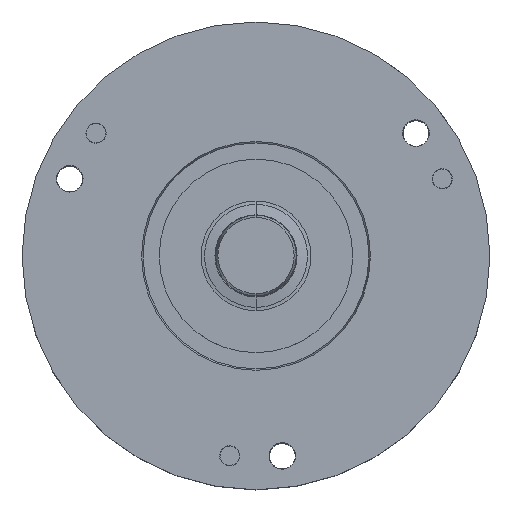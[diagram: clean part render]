
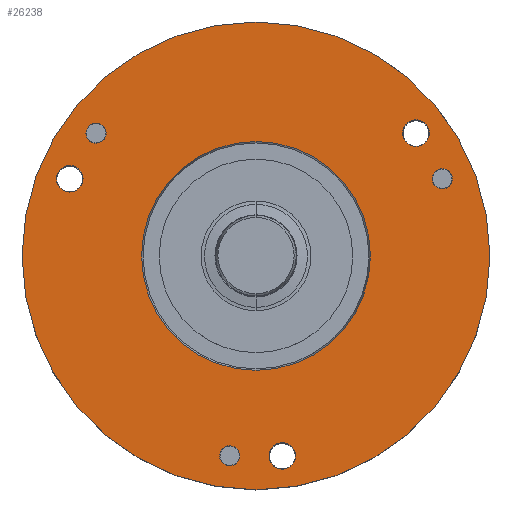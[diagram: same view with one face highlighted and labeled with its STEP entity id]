
A CAD part, top view. The second image highlights one B-rep face of the part: STEP entity #26238.
In plain terms, the highlighted planar face has unit normal (0, 0, 1).
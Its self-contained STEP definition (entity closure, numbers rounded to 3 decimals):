
#3980=CARTESIAN_POINT('',(0.,0.,25.));
#3981=DIRECTION('',(0.,0.,1.));
#3982=DIRECTION('',(1.,0.,0.));
#3983=AXIS2_PLACEMENT_3D('',#3980,#3981,#3982);
#3985=CARTESIAN_POINT('',(0.,0.,25.));
#3986=DIRECTION('',(0.,0.,1.));
#3987=DIRECTION('',(-1.,0.,0.));
#3988=AXIS2_PLACEMENT_3D('',#3985,#3986,#3987);
#3990=CARTESIAN_POINT('',(-19.834,15.219,25.));
#3991=DIRECTION('',(0.,0.,-1.));
#3992=DIRECTION('',(-0.793,0.609,0.));
#3993=AXIS2_PLACEMENT_3D('',#3990,#3991,#3992);
#3995=CARTESIAN_POINT('',(-19.834,15.219,25.));
#3996=DIRECTION('',(0.,0.,-1.));
#3997=DIRECTION('',(0.793,-0.609,0.));
#3998=AXIS2_PLACEMENT_3D('',#3995,#3996,#3997);
#4000=CARTESIAN_POINT('',(-3.263,-24.786,25.));
#4001=DIRECTION('',(0.,0.,-1.));
#4002=DIRECTION('',(-0.131,-0.991,0.));
#4003=AXIS2_PLACEMENT_3D('',#4000,#4001,#4002);
#4005=CARTESIAN_POINT('',(-3.263,-24.786,25.));
#4006=DIRECTION('',(0.,0.,-1.));
#4007=DIRECTION('',(0.131,0.991,0.));
#4008=AXIS2_PLACEMENT_3D('',#4005,#4006,#4007);
#4010=CARTESIAN_POINT('',(23.097,9.567,25.));
#4011=DIRECTION('',(0.,0.,-1.));
#4012=DIRECTION('',(0.924,0.383,0.));
#4013=AXIS2_PLACEMENT_3D('',#4010,#4011,#4012);
#4015=CARTESIAN_POINT('',(23.097,9.567,25.));
#4016=DIRECTION('',(0.,0.,-1.));
#4017=DIRECTION('',(-0.924,-0.383,0.));
#4018=AXIS2_PLACEMENT_3D('',#4015,#4016,#4017);
#4020=CARTESIAN_POINT('',(3.263,-24.786,25.));
#4021=DIRECTION('',(0.,0.,1.));
#4022=DIRECTION('',(0.,-1.,0.));
#4023=AXIS2_PLACEMENT_3D('',#4020,#4021,#4022);
#4025=CARTESIAN_POINT('',(3.263,-24.786,25.));
#4026=DIRECTION('',(0.,0.,1.));
#4027=DIRECTION('',(0.,1.,0.));
#4028=AXIS2_PLACEMENT_3D('',#4025,#4026,#4027);
#4030=CARTESIAN_POINT('',(19.834,15.219,25.));
#4031=DIRECTION('',(0.,0.,1.));
#4032=DIRECTION('',(0.,-1.,0.));
#4033=AXIS2_PLACEMENT_3D('',#4030,#4031,#4032);
#4035=CARTESIAN_POINT('',(19.834,15.219,25.));
#4036=DIRECTION('',(0.,0.,1.));
#4037=DIRECTION('',(0.,1.,0.));
#4038=AXIS2_PLACEMENT_3D('',#4035,#4036,#4037);
#4040=CARTESIAN_POINT('',(-23.097,9.567,25.));
#4041=DIRECTION('',(0.,0.,1.));
#4042=DIRECTION('',(0.,-1.,0.));
#4043=AXIS2_PLACEMENT_3D('',#4040,#4041,#4042);
#4045=CARTESIAN_POINT('',(-23.097,9.567,25.));
#4046=DIRECTION('',(0.,0.,1.));
#4047=DIRECTION('',(0.,1.,0.));
#4048=AXIS2_PLACEMENT_3D('',#4045,#4046,#4047);
#4059=CARTESIAN_POINT('',(0.,0.,25.));
#4060=DIRECTION('',(0.,0.,-1.));
#4061=DIRECTION('',(-1.,0.,0.));
#4062=AXIS2_PLACEMENT_3D('',#4059,#4060,#4061);
#4088=CARTESIAN_POINT('',(0.,0.,25.));
#4089=DIRECTION('',(0.,0.,-1.));
#4090=DIRECTION('',(1.,0.,0.));
#4091=AXIS2_PLACEMENT_3D('',#4088,#4089,#4090);
#20517=CARTESIAN_POINT('',(29.,0.,25.));
#20518=CARTESIAN_POINT('',(-29.,0.,25.));
#20519=VERTEX_POINT('',#20517);
#20520=VERTEX_POINT('',#20518);
#20597=CARTESIAN_POINT('',(-20.826,15.98,25.));
#20598=CARTESIAN_POINT('',(-18.842,14.458,25.));
#20599=VERTEX_POINT('',#20597);
#20600=VERTEX_POINT('',#20598);
#20601=CARTESIAN_POINT('',(-3.426,-26.025,25.));
#20602=CARTESIAN_POINT('',(-3.1,-23.547,25.));
#20603=VERTEX_POINT('',#20601);
#20604=VERTEX_POINT('',#20602);
#20605=CARTESIAN_POINT('',(24.252,10.045,25.));
#20606=CARTESIAN_POINT('',(21.942,9.089,25.));
#20607=VERTEX_POINT('',#20605);
#20608=VERTEX_POINT('',#20606);
#20707=CARTESIAN_POINT('',(14.188,0.,25.));
#20708=CARTESIAN_POINT('',(-14.188,0.,25.));
#20709=VERTEX_POINT('',#20707);
#20710=VERTEX_POINT('',#20708);
#20891=CARTESIAN_POINT('',(3.263,-26.436,25.));
#20892=CARTESIAN_POINT('',(3.263,-23.136,25.));
#20893=VERTEX_POINT('',#20891);
#20894=VERTEX_POINT('',#20892);
#20899=CARTESIAN_POINT('',(19.834,13.569,25.));
#20900=CARTESIAN_POINT('',(19.834,16.869,25.));
#20901=VERTEX_POINT('',#20899);
#20902=VERTEX_POINT('',#20900);
#20907=CARTESIAN_POINT('',(-23.097,7.917,25.));
#20908=CARTESIAN_POINT('',(-23.097,11.217,25.));
#20909=VERTEX_POINT('',#20907);
#20910=VERTEX_POINT('',#20908);
#26187=CARTESIAN_POINT('',(0.,0.,25.));
#26188=DIRECTION('',(0.,0.,1.));
#26189=DIRECTION('',(1.,0.,0.));
#26190=AXIS2_PLACEMENT_3D('',#26187,#26188,#26189);
#26191=PLANE('',#26190);
#26192=ORIENTED_EDGE('',*,*,#26167,.F.);
#26193=ORIENTED_EDGE('',*,*,#26181,.F.);
#26194=EDGE_LOOP('',(#26192,#26193));
#26195=FACE_OUTER_BOUND('',#26194,.F.);
#26197=ORIENTED_EDGE('',*,*,#26196,.F.);
#26199=ORIENTED_EDGE('',*,*,#26198,.F.);
#26200=EDGE_LOOP('',(#26197,#26199));
#26201=FACE_BOUND('',#26200,.F.);
#26203=ORIENTED_EDGE('',*,*,#26202,.F.);
#26205=ORIENTED_EDGE('',*,*,#26204,.F.);
#26206=EDGE_LOOP('',(#26203,#26205));
#26207=FACE_BOUND('',#26206,.F.);
#26209=ORIENTED_EDGE('',*,*,#26208,.F.);
#26211=ORIENTED_EDGE('',*,*,#26210,.F.);
#26212=EDGE_LOOP('',(#26209,#26211));
#26213=FACE_BOUND('',#26212,.F.);
#26215=ORIENTED_EDGE('',*,*,#26214,.F.);
#26217=ORIENTED_EDGE('',*,*,#26216,.F.);
#26218=EDGE_LOOP('',(#26215,#26217));
#26219=FACE_BOUND('',#26218,.F.);
#26221=ORIENTED_EDGE('',*,*,#26220,.T.);
#26223=ORIENTED_EDGE('',*,*,#26222,.T.);
#26224=EDGE_LOOP('',(#26221,#26223));
#26225=FACE_BOUND('',#26224,.F.);
#26227=ORIENTED_EDGE('',*,*,#26226,.T.);
#26229=ORIENTED_EDGE('',*,*,#26228,.T.);
#26230=EDGE_LOOP('',(#26227,#26229));
#26231=FACE_BOUND('',#26230,.F.);
#26233=ORIENTED_EDGE('',*,*,#26232,.T.);
#26235=ORIENTED_EDGE('',*,*,#26234,.T.);
#26236=EDGE_LOOP('',(#26233,#26235));
#26237=FACE_BOUND('',#26236,.F.);
#3984=CIRCLE('',#3983,29.);
#3989=CIRCLE('',#3988,29.);
#3994=CIRCLE('',#3993,1.25);
#3999=CIRCLE('',#3998,1.25);
#4004=CIRCLE('',#4003,1.25);
#4009=CIRCLE('',#4008,1.25);
#4014=CIRCLE('',#4013,1.25);
#4019=CIRCLE('',#4018,1.25);
#4024=CIRCLE('',#4023,1.65);
#4029=CIRCLE('',#4028,1.65);
#4034=CIRCLE('',#4033,1.65);
#4039=CIRCLE('',#4038,1.65);
#4044=CIRCLE('',#4043,1.65);
#4049=CIRCLE('',#4048,1.65);
#4063=CIRCLE('',#4062,14.188);
#4092=CIRCLE('',#4091,14.188);
#26167=EDGE_CURVE('',#20519,#20520,#3984,.T.);
#26181=EDGE_CURVE('',#20520,#20519,#3989,.T.);
#26196=EDGE_CURVE('',#20710,#20709,#4063,.T.);
#26198=EDGE_CURVE('',#20709,#20710,#4092,.T.);
#26202=EDGE_CURVE('',#20599,#20600,#3994,.T.);
#26204=EDGE_CURVE('',#20600,#20599,#3999,.T.);
#26208=EDGE_CURVE('',#20603,#20604,#4004,.T.);
#26210=EDGE_CURVE('',#20604,#20603,#4009,.T.);
#26214=EDGE_CURVE('',#20607,#20608,#4014,.T.);
#26216=EDGE_CURVE('',#20608,#20607,#4019,.T.);
#26220=EDGE_CURVE('',#20893,#20894,#4024,.T.);
#26222=EDGE_CURVE('',#20894,#20893,#4029,.T.);
#26226=EDGE_CURVE('',#20901,#20902,#4034,.T.);
#26228=EDGE_CURVE('',#20902,#20901,#4039,.T.);
#26232=EDGE_CURVE('',#20909,#20910,#4044,.T.);
#26234=EDGE_CURVE('',#20910,#20909,#4049,.T.);
#26238=ADVANCED_FACE('',(#26195,#26201,#26207,#26213,#26219,#26225,#26231,
#26237),#26191,.T.);
